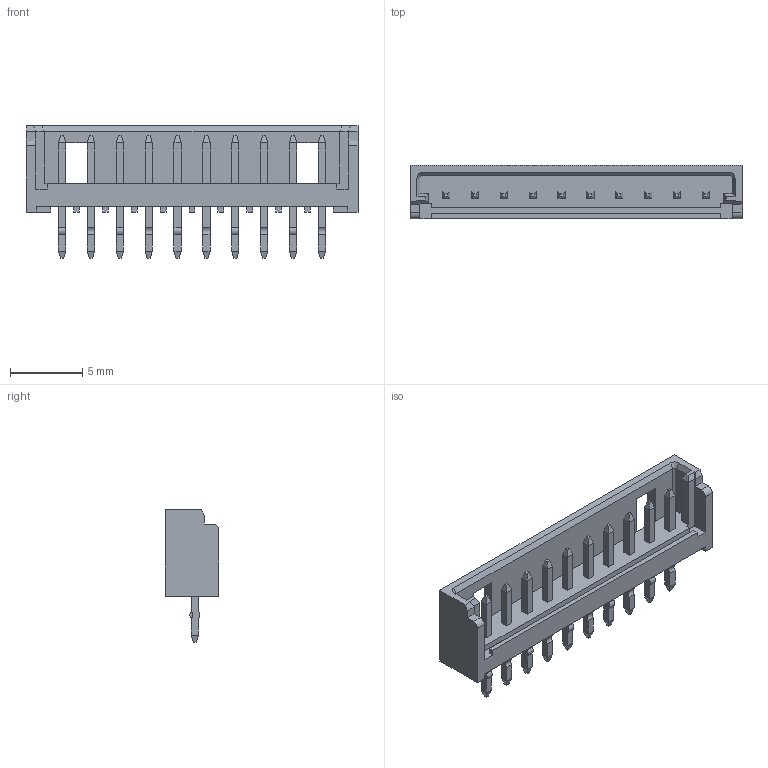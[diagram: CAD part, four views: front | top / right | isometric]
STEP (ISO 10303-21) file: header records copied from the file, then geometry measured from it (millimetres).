
FILE_DESCRIPTION((''),'2;1');
FILE_NAME('532901080','2014-03-11T',('me'),(''),'PRO/ENGINEER BY PARAMETRIC TECHNOLOGY CORPORATION, 2011490','PRO/ENGINEER BY PARAMETRIC TECHNOLOGY CORPORATION, 2011490','');
FILE_SCHEMA(('CONFIG_CONTROL_DESIGN'));
Length unit declared in the file: millimetre
Products named in the file (1): 532901080
Bounding box: 23 x 3.7 x 9.2 mm (x, y, z)
Volume: 226.8 mm3; surface area: 666.9 mm2
Topology: 1 solids, 1 shells, 329 faces, 862 edges, 558 vertices
Faces by surface type: plane 303, cylinder 24, cone 2
Entity records: 9855 total; most frequent: CARTESIAN_POINT 1716, ORIENTED_EDGE 1670, DIRECTION 1592, EDGE_CURVE 835, VECTOR 792, LINE 792, VERTEX_POINT 524, AXIS2_PLACEMENT_3D 400
